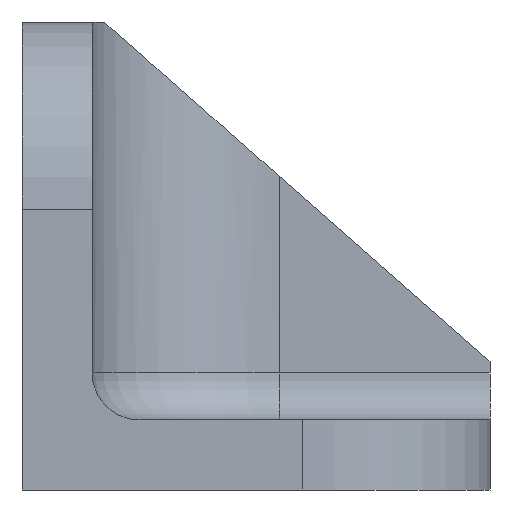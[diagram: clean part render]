
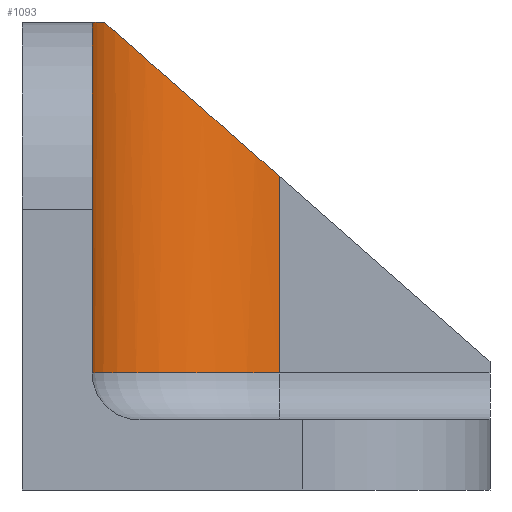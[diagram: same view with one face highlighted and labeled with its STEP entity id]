
A CAD part, front view. The second image highlights one B-rep face of the part: STEP entity #1093.
In plain terms, the highlighted cylindrical face has radius 8 mm (diameter 16 mm), a partial arc.
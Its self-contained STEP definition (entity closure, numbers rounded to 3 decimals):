
#994=CARTESIAN_POINT('Vertex',(3.,15.,5.)) ;
#997=CARTESIAN_POINT('Line Origine',(3.,15.,12.5)) ;
#1001=CARTESIAN_POINT('Vertex',(3.,15.,20.)) ;
#1049=CARTESIAN_POINT('Axis2P3D Location',(11.,15.,28.)) ;
#1054=CARTESIAN_POINT('Axis2P3D Location',(11.,15.,5.)) ;
#1058=CARTESIAN_POINT('Vertex',(11.,23.,5.)) ;
#1061=CARTESIAN_POINT('Line Origine',(11.,23.,28.)) ;
#1065=CARTESIAN_POINT('Vertex',(11.,23.,13.409)) ;
#1069=CARTESIAN_POINT('Control Point',(3.5,17.784,20.)) ;
#1070=CARTESIAN_POINT('Control Point',(3.943,18.978,19.611)) ;
#1071=CARTESIAN_POINT('Control Point',(4.603,20.029,19.03)) ;
#1072=CARTESIAN_POINT('Control Point',(5.401,20.874,18.329)) ;
#1073=CARTESIAN_POINT('Control Point',(6.958,22.062,16.961)) ;
#1074=CARTESIAN_POINT('Control Point',(8.676,22.717,15.451)) ;
#1075=CARTESIAN_POINT('Control Point',(9.445,22.906,14.775)) ;
#1076=CARTESIAN_POINT('Control Point',(10.223,23.,14.092)) ;
#1077=CARTESIAN_POINT('Control Point',(11.,23.,13.409)) ;
#1078=CARTESIAN_POINT('Vertex',(3.5,17.784,20.)) ;
#1081=CARTESIAN_POINT('Axis2P3D Location',(11.,15.,20.)) ;
#998=DIRECTION('Vector Direction',(0.,0.,1.)) ;
#1050=DIRECTION('Axis2P3D Direction',(0.,0.,1.)) ;
#1051=DIRECTION('Axis2P3D XDirection',(0.,1.,0.)) ;
#1055=DIRECTION('Axis2P3D Direction',(0.,0.,1.)) ;
#1062=DIRECTION('Vector Direction',(0.,0.,1.)) ;
#1082=DIRECTION('Axis2P3D Direction',(0.,0.,1.)) ;
#1052=AXIS2_PLACEMENT_3D('Cylinder Axis2P3D',#1049,#1050,#1051) ;
#1056=AXIS2_PLACEMENT_3D('Circle Axis2P3D',#1054,#1055,$) ;
#1083=AXIS2_PLACEMENT_3D('Circle Axis2P3D',#1081,#1082,$) ;
#1087=ORIENTED_EDGE('',*,*,#1060,.T.) ;
#1088=ORIENTED_EDGE('',*,*,#1067,.T.) ;
#1089=ORIENTED_EDGE('',*,*,#1080,.F.) ;
#1090=ORIENTED_EDGE('',*,*,#1085,.F.) ;
#1091=ORIENTED_EDGE('',*,*,#1003,.F.) ;
#999=VECTOR('Line Direction',#998,1.) ;
#1063=VECTOR('Line Direction',#1062,1.) ;
#1093=ADVANCED_FACE('PartBody',(#1092),#1053,.F.) ;
#1068=B_SPLINE_CURVE_WITH_KNOTS('',5,(#1069,#1070,#1071,#1072,#1073,#1074,#1075,#1076,#1077),.UNSPECIFIED.,.F.,.U.,(6,3,6),(0.,9.416,16.733),.UNSPECIFIED.) ;
#1057=CIRCLE('generated circle',#1056,8.) ;
#1084=CIRCLE('generated circle',#1083,8.) ;
#1053=CYLINDRICAL_SURFACE('generated cylinder',#1052,8.) ;
#1003=EDGE_CURVE('',#995,#1002,#1000,.T.) ;
#1060=EDGE_CURVE('',#995,#1059,#1057,.F.) ;
#1067=EDGE_CURVE('',#1059,#1066,#1064,.T.) ;
#1080=EDGE_CURVE('',#1079,#1066,#1068,.T.) ;
#1085=EDGE_CURVE('',#1002,#1079,#1084,.F.) ;
#1086=EDGE_LOOP('',(#1087,#1088,#1089,#1090,#1091)) ;
#1092=FACE_OUTER_BOUND('',#1086,.T.) ;
#1000=LINE('Line',#997,#999) ;
#1064=LINE('Line',#1061,#1063) ;
#995=VERTEX_POINT('',#994) ;
#1002=VERTEX_POINT('',#1001) ;
#1059=VERTEX_POINT('',#1058) ;
#1066=VERTEX_POINT('',#1065) ;
#1079=VERTEX_POINT('',#1078) ;
